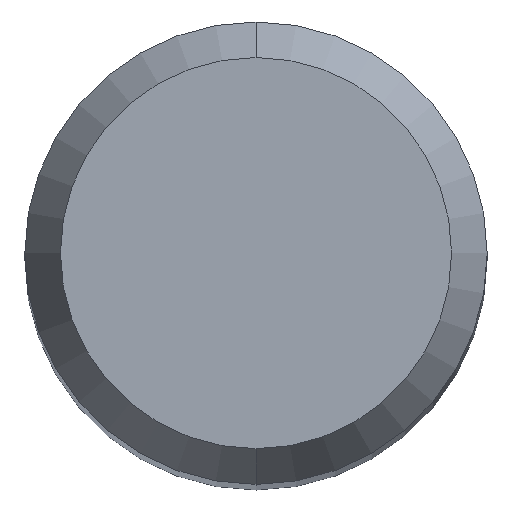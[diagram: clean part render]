
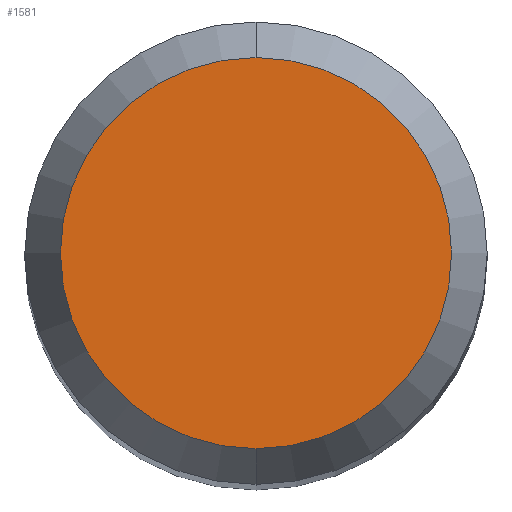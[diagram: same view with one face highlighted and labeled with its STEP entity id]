
A CAD part, top view. The second image highlights one B-rep face of the part: STEP entity #1581.
In plain terms, the highlighted planar face has unit normal (0, 0, 1).
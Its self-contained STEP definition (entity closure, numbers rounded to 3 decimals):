
#723=EDGE_CURVE('',#1241,#1449,#1826,.T.);
#1241=VERTEX_POINT('',#2394);
#1449=VERTEX_POINT('',#2618);
#1581=ADVANCED_FACE('',(#2762),#2763,.T.);
#1585=EDGE_CURVE('',#1449,#1241,#2768,.T.);
#1826=CIRCLE('',#4393,2.538);
#2394=CARTESIAN_POINT('',(0.0,2.538,0.0));
#2618=CARTESIAN_POINT('',(0.,-2.538,0.0));
#2762=FACE_OUTER_BOUND('',#12205,.T.);
#2763=PLANE('',#12206);
#2768=CIRCLE('',#12371,2.538);
#4393=AXIS2_PLACEMENT_3D('',#12992,#12993,#12994);
#12205=EDGE_LOOP('',(#13922,#13923));
#12206=AXIS2_PLACEMENT_3D('',#13924,#13925,#13926);
#12371=AXIS2_PLACEMENT_3D('',#13931,#13932,#13933);
#12992=CARTESIAN_POINT('',(0.0,0.0,0.0));
#12993=DIRECTION('',(0.0,0.0,-1.0));
#12994=DIRECTION('',(0.0,1.0,0.0));
#13922=ORIENTED_EDGE('',*,*,#723,.F.);
#13923=ORIENTED_EDGE('',*,*,#1585,.F.);
#13924=CARTESIAN_POINT('',(0.0,1.269,0.0));
#13925=DIRECTION('',(-0.0,0.0,1.0));
#13926=DIRECTION('',(0.0,-1.0,0.0));
#13931=CARTESIAN_POINT('',(0.0,0.0,0.0));
#13932=DIRECTION('',(0.0,0.0,-1.0));
#13933=DIRECTION('',(0.0,1.0,0.0));
